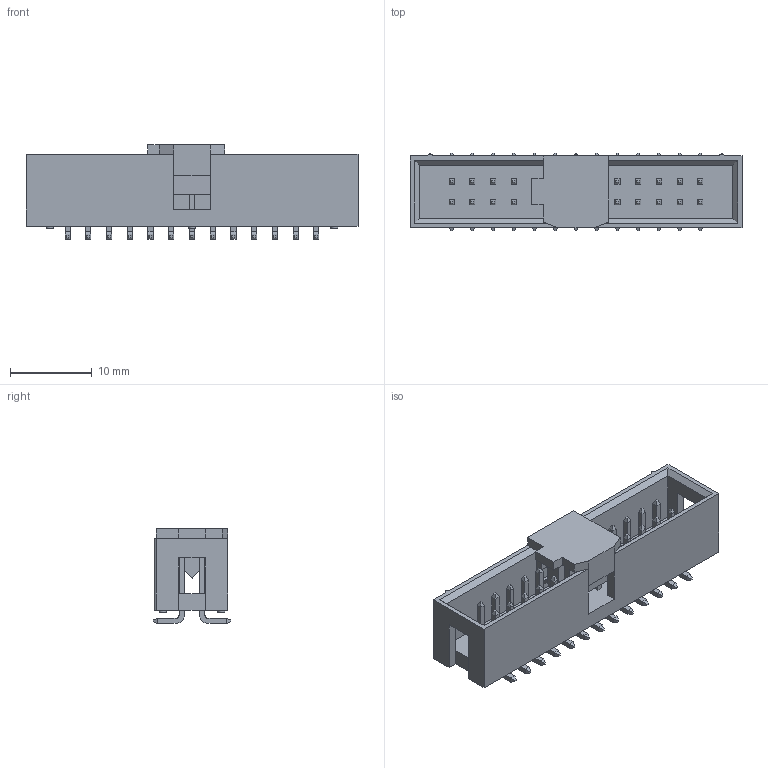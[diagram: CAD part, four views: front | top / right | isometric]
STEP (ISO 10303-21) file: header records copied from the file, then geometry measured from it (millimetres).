
FILE_DESCRIPTION( ( 'Unknown' ), '1' );
FILE_NAME( '61232620621.stp', 'Unknown', ( 'Unknown' ), ( 'Unknown' ), 'PSStep 14.0', 'Unknown', ' ' );
FILE_SCHEMA( ( 'AUTOMOTIVE_DESIGN { 1 0 10303 214 1 1 1 1 }' ) );
Length unit declared in the file: millimetre
Products named in the file (4): Assem1; 6120xx20621_PIN; 6120xx20621_PAD; 61202621621
Assembly tree (28 placements, depth 2):
  Assem1
    6120xx20621_PIN  x26
    6120xx20621_PAD
    61202621621
Bounding box: 40.68 x 9.5 x 11.62 mm (x, y, z)
Volume: 1692 mm3; surface area: 3479 mm2
Topology: 28 solids, 28 shells, 758 faces, 1784 edges, 1084 vertices
Faces by surface type: plane 697, cylinder 61
Full cylindrical faces by diameter (mm): 0.85 x6
Entity records: 11724 total; most frequent: CARTESIAN_POINT 1587, ORIENTED_EDGE 1544, DIRECTION 1468, EDGE_CURVE 772, LINE 750, VECTOR 750, VERTEX_POINT 478, EDGE_LOOP 372
